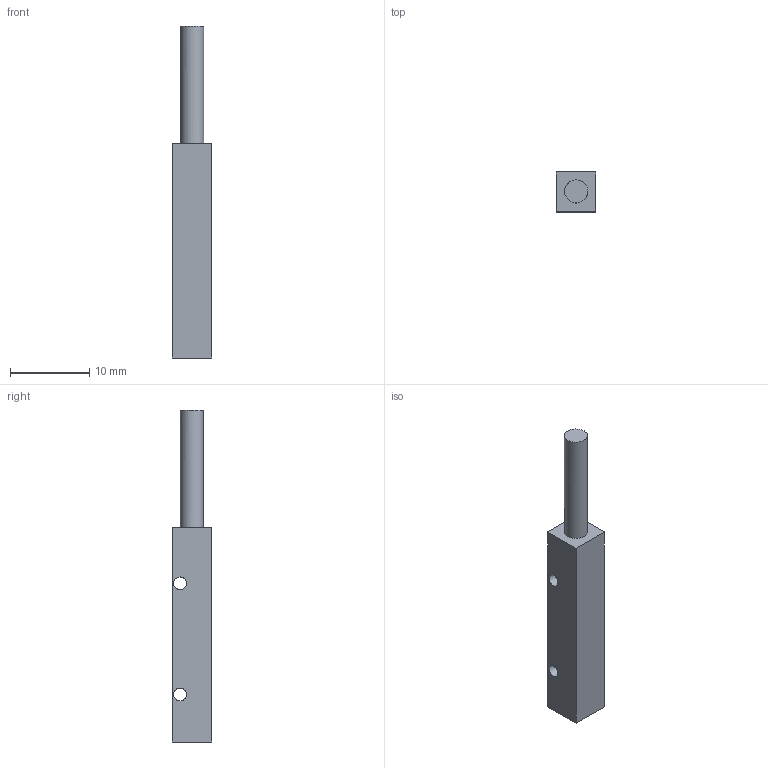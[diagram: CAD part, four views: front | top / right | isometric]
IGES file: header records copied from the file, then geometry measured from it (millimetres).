
Global section: file name: Q5_B_KABEL_I1CF-Q5501N-O3U2; native system: Autodesk Inventor 2021; preprocessor: unknown; author: S. Sandt; organization: di-soric GmbH & Co. KG; date: 20210812.140814; units: millimetre
Bounding box: 5 x 5.01 x 41.84 mm (x, y, z)
Volume: 730.3 mm3; surface area: 817.7 mm2
Topology: 1 solids, 1 shells, 16 faces, 42 edges, 30 vertices
Faces by surface type: bspline 16
